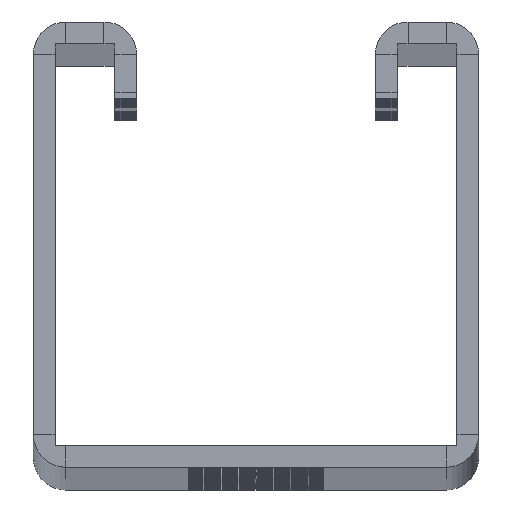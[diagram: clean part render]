
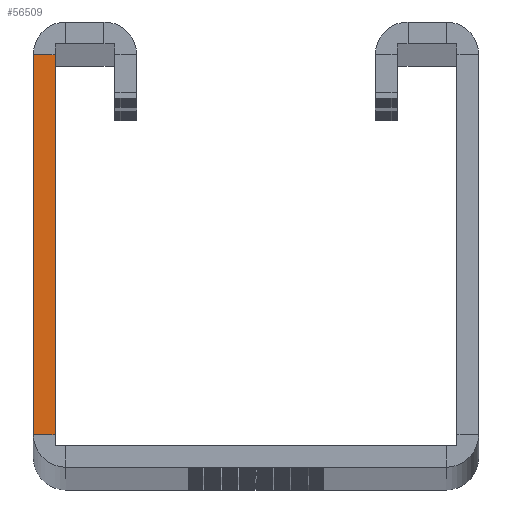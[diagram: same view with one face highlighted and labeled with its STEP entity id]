
A CAD part, top view. The second image highlights one B-rep face of the part: STEP entity #56509.
In plain terms, the highlighted planar face has unit normal (0, 0, 1).
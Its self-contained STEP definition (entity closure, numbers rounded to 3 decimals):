
#1032 = VERTEX_POINT ( 'NONE', #12984 ) ;
#1272 = EDGE_CURVE ( 'NONE', #54314, #1032, #6392, .T. ) ;
#4262 = CARTESIAN_POINT ( 'NONE',  ( -20.5, 0., 0. ) ) ;
#4297 = FACE_OUTER_BOUND ( 'NONE', #11133, .T. ) ;
#6392 = LINE ( 'NONE', #54465, #43522 ) ;
#7730 = VERTEX_POINT ( 'NONE', #17258 ) ;
#8609 = LINE ( 'NONE', #4262, #28046 ) ;
#10061 = VECTOR ( 'NONE', #20682, 1000. ) ;
#11133 = EDGE_LOOP ( 'NONE', ( #23529, #19852, #16696, #29655 ) ) ;
#11341 = AXIS2_PLACEMENT_3D ( 'NONE', #38917, #64058, #39578 ) ;
#12984 = CARTESIAN_POINT ( 'NONE',  ( -18.5, 38., 0. ) ) ;
#15537 = CARTESIAN_POINT ( 'NONE',  ( -18.5, 38., 0. ) ) ;
#16696 = ORIENTED_EDGE ( 'NONE', *, *, #1272, .T. ) ;
#17258 = CARTESIAN_POINT ( 'NONE',  ( -20.5, 38., 0. ) ) ;
#19852 = ORIENTED_EDGE ( 'NONE', *, *, #25257, .T. ) ;
#20682 = DIRECTION ( 'NONE',  ( -1., 0., 0. ) ) ;
#23529 = ORIENTED_EDGE ( 'NONE', *, *, #47451, .F. ) ;
#25257 = EDGE_CURVE ( 'NONE', #52529, #54314, #60198, .T. ) ;
#28046 = VECTOR ( 'NONE', #43872, 1000. ) ;
#29376 = PLANE ( 'NONE',  #11341 ) ;
#29655 = ORIENTED_EDGE ( 'NONE', *, *, #38335, .T. ) ;
#34804 = CARTESIAN_POINT ( 'NONE',  ( -20.5, 3., 0. ) ) ;
#38335 = EDGE_CURVE ( 'NONE', #1032, #7730, #54213, .T. ) ;
#38917 = CARTESIAN_POINT ( 'NONE',  ( -17.5, 2., 0. ) ) ;
#39578 = DIRECTION ( 'NONE',  ( 1., 0., 0. ) ) ;
#40348 = CARTESIAN_POINT ( 'NONE',  ( -18.5, 3., 0. ) ) ;
#41638 = VECTOR ( 'NONE', #49292, 1000. ) ;
#43522 = VECTOR ( 'NONE', #59463, 1000. ) ;
#43872 = DIRECTION ( 'NONE',  ( 0., 1., 0. ) ) ;
#47451 = EDGE_CURVE ( 'NONE', #52529, #7730, #8609, .T. ) ;
#49292 = DIRECTION ( 'NONE',  ( 1., 0., 0. ) ) ;
#50273 = CARTESIAN_POINT ( 'NONE',  ( -20.5, 3., 0. ) ) ;
#52529 = VERTEX_POINT ( 'NONE', #50273 ) ;
#54213 = LINE ( 'NONE', #15537, #10061 ) ;
#54314 = VERTEX_POINT ( 'NONE', #40348 ) ;
#54465 = CARTESIAN_POINT ( 'NONE',  ( -18.5, 0., 0. ) ) ;
#56509 = ADVANCED_FACE ( 'NONE', ( #4297 ), #29376, .T. ) ;
#59463 = DIRECTION ( 'NONE',  ( 0., 1., 0. ) ) ;
#60198 = LINE ( 'NONE', #34804, #41638 ) ;
#64058 = DIRECTION ( 'NONE',  ( 0., 0., 1. ) ) ;
